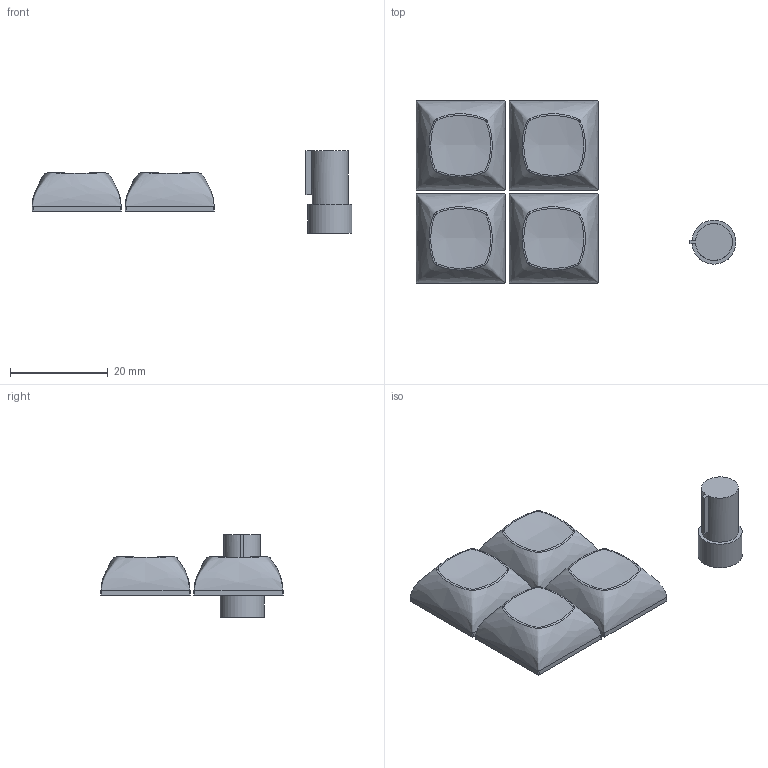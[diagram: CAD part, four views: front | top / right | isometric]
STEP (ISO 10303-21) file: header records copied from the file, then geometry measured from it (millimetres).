
FILE_DESCRIPTION(/* description */ (''),/* implementation_level */ '2;1');
FILE_NAME(/* name */ 'caps.step',/* time_stamp */ '2025-10-21T21:28:33+08:00',/* author */ (''),/* organization */ (''),/* preprocessor_version */ 'ST-DEVELOPER v20.1',/* originating_system */ 'Autodesk Translation Framework v14.17.0.0',/* authorisation */ '');
FILE_SCHEMA (('AUTOMOTIVE_DESIGN { 1 0 10303 214 3 1 1 }'));
Length unit declared in the file: millimetre
Products named in the file (6): again; CAPS; DSA V4 1x1 v4; DSA V4 1x1 v4_1; MX Mount v1; rotary
Assembly tree (8 placements, depth 4):
  again
    CAPS
      DSA V4 1x1 v4
        MX Mount v1
      DSA V4 1x1 v4_1  x3
        MX Mount v1
      rotary
Bounding box: 65.3 x 37.2 x 16.9 mm (x, y, z)
Volume: 5812 mm3; surface area: 7361.1 mm2
Topology: 10 solids, 10 shells, 305 faces, 734 edges, 466 vertices
Faces by surface type: plane 261, cylinder 28, bspline 12, sphere 4
Full cylindrical faces by diameter (mm): 5.6 x8, 6.5 x1, 7.5 x2, 9 x1
Entity records: 3588 total; most frequent: CARTESIAN_POINT 1413, DIRECTION 412, ORIENTED_EDGE 406, EDGE_CURVE 203, LINE 164, VECTOR 164, VERTEX_POINT 130, AXIS2_PLACEMENT_3D 124
